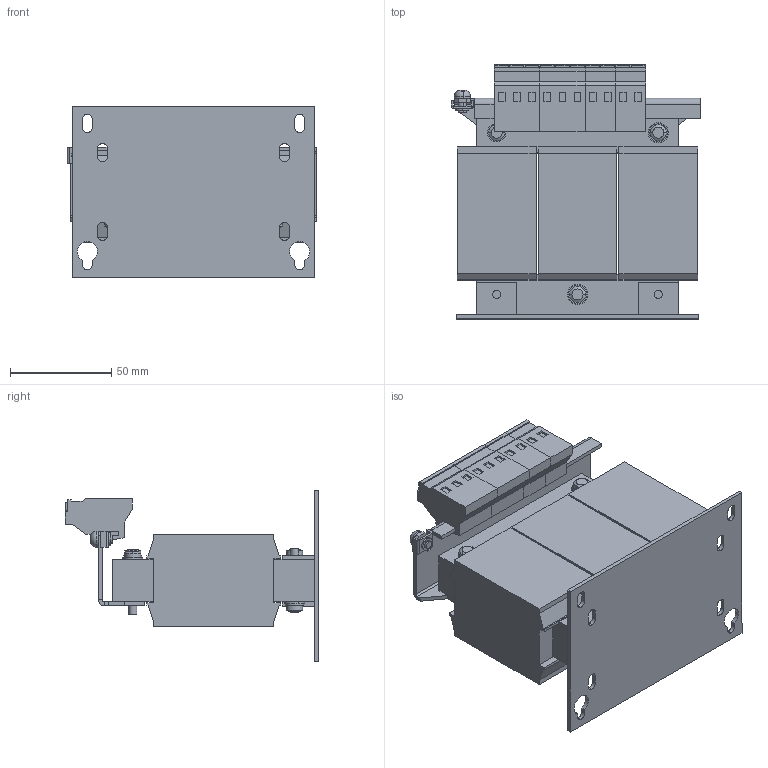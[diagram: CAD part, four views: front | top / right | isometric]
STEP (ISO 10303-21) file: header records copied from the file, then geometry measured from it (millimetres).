
FILE_DESCRIPTION (( 'STEP AP214' ), '1' );
FILE_NAME ('191449.STEP', '2020-05-28T17:42:58', ( '' ), ( '' ), 'SwSTEP 2.0', 'SolidWorks 2018', '' );
FILE_SCHEMA (( 'AUTOMOTIVE_DESIGN' ));
Length unit declared in the file: millimetre
Products named in the file (1): 191449
Bounding box: 123.5 x 125.55 x 85 mm (x, y, z)
Volume: 487348.4 mm3; surface area: 101744.7 mm2
Topology: 1 solids, 1 shells, 546 faces, 1340 edges, 858 vertices
Faces by surface type: plane 426, cylinder 106, sphere 10, torus 2, cone 2
Entity records: 15965 total; most frequent: CARTESIAN_POINT 2829, ORIENTED_EDGE 2676, DIRECTION 2671, EDGE_CURVE 1338, VECTOR 1059, LINE 1059, VERTEX_POINT 858, AXIS2_PLACEMENT_3D 806
